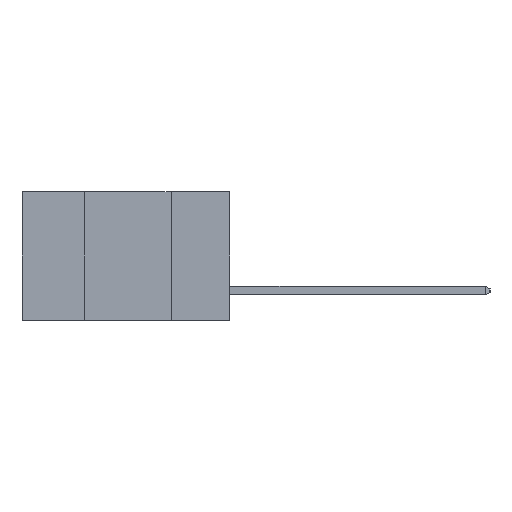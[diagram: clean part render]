
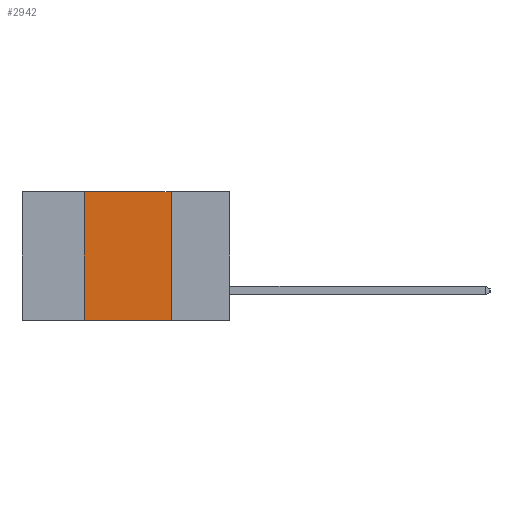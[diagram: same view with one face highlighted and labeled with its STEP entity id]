
A CAD part, left-side view. The second image highlights one B-rep face of the part: STEP entity #2942.
In plain terms, the highlighted planar face has unit normal (-1, 0, 0).
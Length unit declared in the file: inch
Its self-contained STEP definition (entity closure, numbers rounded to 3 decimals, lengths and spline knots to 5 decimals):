
#54 = LINE ( 'NONE', #860, #4325 ) ;
#860 = CARTESIAN_POINT ( 'NONE',  ( 0., 0.6, -0.37 ) ) ;
#973 = LINE ( 'NONE', #8571, #8520 ) ;
#1287 = LINE ( 'NONE', #5772, #5175 ) ;
#1475 = DIRECTION ( 'NONE',  ( 0., -1., 0. ) ) ;
#2393 = EDGE_LOOP ( 'NONE', ( #6384, #6005, #5871, #5740 ) ) ;
#2942 = ADVANCED_FACE ( 'NONE', ( #5907 ), #5990, .F. ) ;
#3630 = VERTEX_POINT ( 'NONE', #3977 ) ;
#3977 = CARTESIAN_POINT ( 'NONE',  ( 0., 0.42, -0.37 ) ) ;
#4033 = CARTESIAN_POINT ( 'NONE',  ( 0., 0.42, 0. ) ) ;
#4325 = VECTOR ( 'NONE', #8216, 39.37008 ) ;
#4485 = DIRECTION ( 'NONE',  ( 0., 0., 1. ) ) ;
#4579 = EDGE_CURVE ( 'NONE', #4712, #7854, #7500, .T. ) ;
#4712 = VERTEX_POINT ( 'NONE', #4033 ) ;
#4764 = EDGE_CURVE ( 'NONE', #3630, #8294, #54, .T. ) ;
#5175 = VECTOR ( 'NONE', #9102, 39.37008 ) ;
#5311 = CARTESIAN_POINT ( 'NONE',  ( 0., 0.6, 0. ) ) ;
#5670 = VECTOR ( 'NONE', #1475, 39.37008 ) ;
#5740 = ORIENTED_EDGE ( 'NONE', *, *, #4764, .T. ) ;
#5772 = CARTESIAN_POINT ( 'NONE',  ( 0., 0.17, -0.37 ) ) ;
#5871 = ORIENTED_EDGE ( 'NONE', *, *, #8740, .F. ) ;
#5881 = DIRECTION ( 'NONE',  ( 0., 0., -1. ) ) ;
#5890 = DIRECTION ( 'NONE',  ( 1., 0., 0. ) ) ;
#5907 = FACE_OUTER_BOUND ( 'NONE', #2393, .T. ) ;
#5979 = CARTESIAN_POINT ( 'NONE',  ( 0., 0.6, 0. ) ) ;
#5990 = PLANE ( 'NONE',  #7950 ) ;
#6005 = ORIENTED_EDGE ( 'NONE', *, *, #4579, .F. ) ;
#6346 = CARTESIAN_POINT ( 'NONE',  ( 0., 0.17, 0. ) ) ;
#6384 = ORIENTED_EDGE ( 'NONE', *, *, #6762, .F. ) ;
#6762 = EDGE_CURVE ( 'NONE', #7854, #8294, #1287, .T. ) ;
#7428 = CARTESIAN_POINT ( 'NONE',  ( 0., 0.17, -0.37 ) ) ;
#7500 = LINE ( 'NONE', #5311, #5670 ) ;
#7854 = VERTEX_POINT ( 'NONE', #6346 ) ;
#7950 = AXIS2_PLACEMENT_3D ( 'NONE', #5979, #5890, #5881 ) ;
#8216 = DIRECTION ( 'NONE',  ( 0., -1., 0. ) ) ;
#8294 = VERTEX_POINT ( 'NONE', #7428 ) ;
#8520 = VECTOR ( 'NONE', #4485, 39.37008 ) ;
#8571 = CARTESIAN_POINT ( 'NONE',  ( 0., 0.42, -0.37 ) ) ;
#8740 = EDGE_CURVE ( 'NONE', #3630, #4712, #973, .T. ) ;
#9102 = DIRECTION ( 'NONE',  ( 0., 0., -1. ) ) ;
